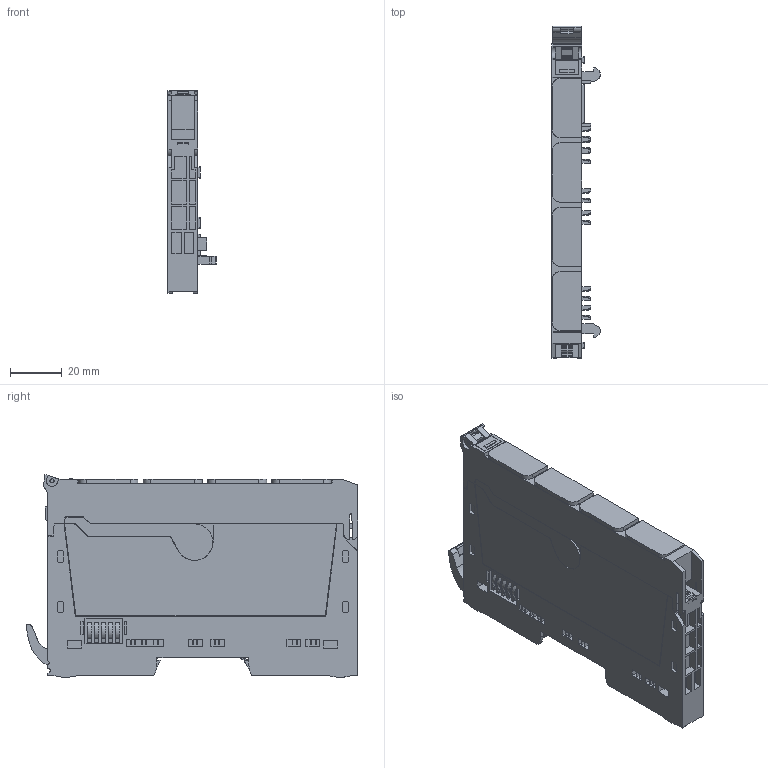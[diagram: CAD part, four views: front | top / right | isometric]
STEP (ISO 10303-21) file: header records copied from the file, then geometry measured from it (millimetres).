
FILE_DESCRIPTION(('CATIA V5 STEP Exchange','CAx-IF Rec.Pracs.--- Model Styling and Organization---1.5--- 2016-08-15','CAx-IF Rec.Pracs.---Supplemental Geometry---1.0---2011-11-01','CAx-IF Rec.Pracs.--- Composite Materials ---1.1---2010-07-15'),'2;1');
FILE_NAME ('D1588812_3', '2025-05-21T08:52:15+00:00', ('none'), ('Weidmueller'), 'CATIA Version 5-6 Release 2022 SP4 HF5', 'CATIA V5 STEP AP214 v3', 'none');
FILE_SCHEMA(('AUTOMOTIVE_DESIGN { 1 0 10303 214 1 1 1 1 }'));
Length unit declared in the file: millimetre
Products named in the file (1): S3D_UR20_PK_4X-NC
Bounding box: 18.5 x 127.88 x 78.03 mm (x, y, z)
Volume: 98243.1 mm3; surface area: 28406.1 mm2
Topology: 1 solids, 1 shells, 1108 faces, 3039 edges, 2004 vertices
Faces by surface type: plane 968, cylinder 132, extrusion 8
Entity records: 33167 total; most frequent: CARTESIAN_POINT 6388, ORIENTED_EDGE 6078, DIRECTION 3967, EDGE_CURVE 3039, VECTOR 2701, LINE 2693, VERTEX_POINT 2004, EDGE_LOOP 1195
